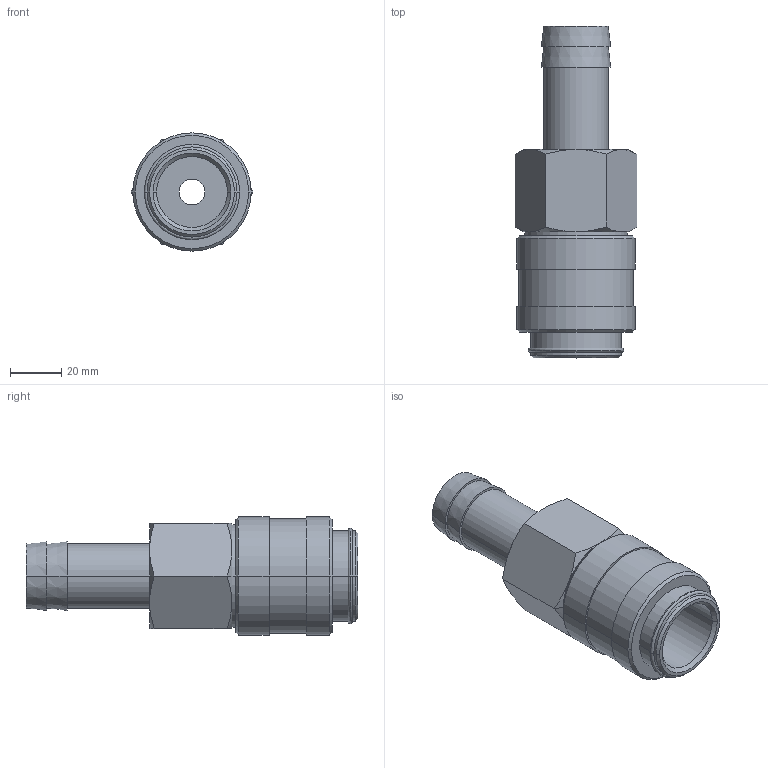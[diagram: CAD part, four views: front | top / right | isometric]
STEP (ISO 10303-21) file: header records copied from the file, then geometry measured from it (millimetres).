
FILE_DESCRIPTION(('STEP AP214'),'1');
FILE_NAME('ESGE_25_TAB.stp','2020-08-17T11:38:37',('TraceParts'),('TraceParts S.A.'),'Spatial InterOp 3D',' ',' ');
FILE_SCHEMA(('AUTOMOTIVE_DESIGN { 1 0 10303 214 1 1 1 1 }'));
Length unit declared in the file: millimetre
Products named in the file (1): ESGE_25_TAB
Bounding box: 47.34 x 129 x 46 mm (x, y, z)
Volume: 114611.1 mm3; surface area: 24652.2 mm2
Topology: 1 solids, 1 shells, 67 faces, 138 edges, 82 vertices
Faces by surface type: cone 28, cylinder 18, plane 17, torus 4
Entity records: 2346 total; most frequent: CARTESIAN_POINT 384, DIRECTION 324, ORIENTED_EDGE 276, AXIS2_PLACEMENT_3D 142, EDGE_CURVE 138, VERTEX_POINT 82, EDGE_LOOP 78, CIRCLE 74
